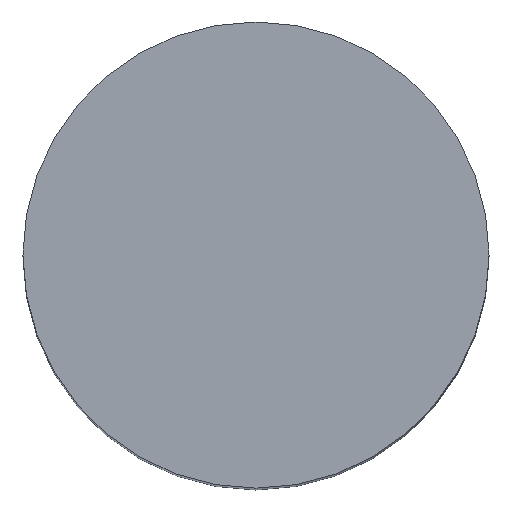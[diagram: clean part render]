
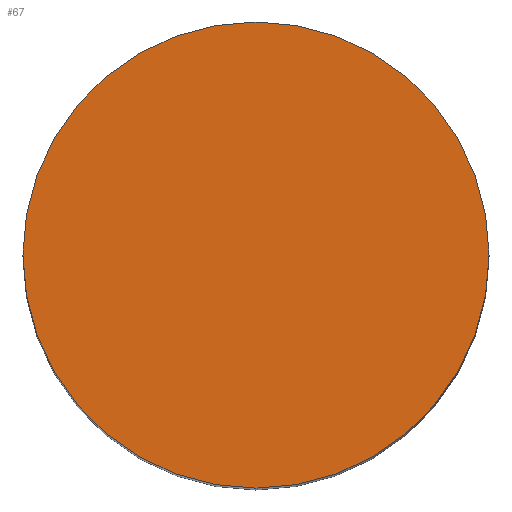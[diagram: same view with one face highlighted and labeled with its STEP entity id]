
A CAD part, top view. The second image highlights one B-rep face of the part: STEP entity #67.
In plain terms, the highlighted planar face has unit normal (0, 0, 1).
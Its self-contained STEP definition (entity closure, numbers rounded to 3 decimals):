
#38 = EDGE_CURVE( '', #39, #39, #41, .F.) ;
#39 = VERTEX_POINT( '', #40 ) ;
#40 = CARTESIAN_POINT( '', (5.75,0.,26.5 )) ;
#41 = CIRCLE( '', #42,5.75 ) ;
#42 = AXIS2_PLACEMENT_3D( '', #43, #44, #45 ) ;
#43 = CARTESIAN_POINT( '', (0.0,0.0,26.5 )) ;
#44 = DIRECTION( '', (0.0,0.0,1.0 )) ;
#45 = DIRECTION( '', (1.0,0.0,0.0 )) ;
#67 = ADVANCED_FACE( '', (#68 ), #71, .T.) ;
#68 = FACE_BOUND( '', #69, .T.) ;
#69 = EDGE_LOOP( '', (#70 )) ;
#70 = ORIENTED_EDGE( '',*,*, #38, .F.) ;
#71 = PLANE( '', #72 ) ;
#72 = AXIS2_PLACEMENT_3D( '', #73, #74, #75 ) ;
#73 = CARTESIAN_POINT( '', (0.0,0.0,26.5 )) ;
#74 = DIRECTION( '', (0.0,0.0,1.0 )) ;
#75 = DIRECTION( '', (1.0,0.0,0.0 )) ;
